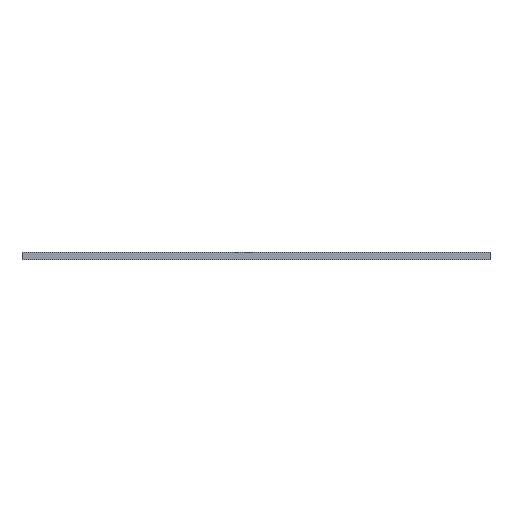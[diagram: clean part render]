
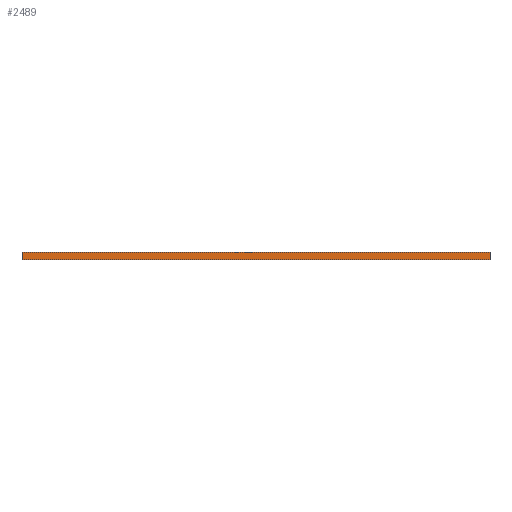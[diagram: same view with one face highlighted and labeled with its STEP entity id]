
A CAD part, left-side view. The second image highlights one B-rep face of the part: STEP entity #2489.
In plain terms, the highlighted planar face has unit normal (-1, 0, 0).
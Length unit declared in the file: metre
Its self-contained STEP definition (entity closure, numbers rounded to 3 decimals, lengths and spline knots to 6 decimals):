
#28=LINE('',#4205,#56);
#34=LINE('',#4218,#62);
#35=LINE('',#4220,#63);
#38=LINE('',#4226,#66);
#56=VECTOR('',#3578,1.);
#62=VECTOR('',#3586,1.);
#63=VECTOR('',#3589,1.);
#66=VECTOR('',#3594,1.);
#75=PLANE('',#2857);
#582=ORIENTED_EDGE('',*,*,#850,.T.);
#583=ORIENTED_EDGE('',*,*,#846,.T.);
#584=ORIENTED_EDGE('',*,*,#840,.F.);
#585=ORIENTED_EDGE('',*,*,#847,.F.);
#840=EDGE_CURVE('',#1090,#1091,#28,.T.);
#846=EDGE_CURVE('',#1095,#1091,#34,.T.);
#847=EDGE_CURVE('',#1096,#1090,#35,.T.);
#850=EDGE_CURVE('',#1096,#1095,#38,.T.);
#1090=VERTEX_POINT('',#4206);
#1091=VERTEX_POINT('',#4207);
#1095=VERTEX_POINT('',#4216);
#1096=VERTEX_POINT('',#4221);
#1787=EDGE_LOOP('',(#582,#583,#584,#585));
#2249=FACE_BOUND('',#1787,.T.);
#2489=ADVANCED_FACE('',(#2249),#75,.T.);
#2857=AXIS2_PLACEMENT_3D('',#4225,#3592,#3593);
#3578=DIRECTION('',(0.,0.,1.));
#3586=DIRECTION('',(0.,1.,0.));
#3589=DIRECTION('',(0.,1.,0.));
#3592=DIRECTION('',(-1.,0.,0.));
#3593=DIRECTION('',(0.,1.,0.));
#3594=DIRECTION('',(0.,0.,1.));
#4205=CARTESIAN_POINT('',(0.10698,-0.04921,0.));
#4206=CARTESIAN_POINT('',(0.10698,-0.04921,0.));
#4207=CARTESIAN_POINT('',(0.10698,-0.04921,0.00151));
#4216=CARTESIAN_POINT('',(0.10698,-0.14131,0.00151));
#4218=CARTESIAN_POINT('',(0.10698,-0.14131,0.00151));
#4220=CARTESIAN_POINT('',(0.10698,-0.14131,0.));
#4221=CARTESIAN_POINT('',(0.10698,-0.14131,0.));
#4225=CARTESIAN_POINT('',(0.10698,-0.14131,0.));
#4226=CARTESIAN_POINT('',(0.10698,-0.14131,0.));
